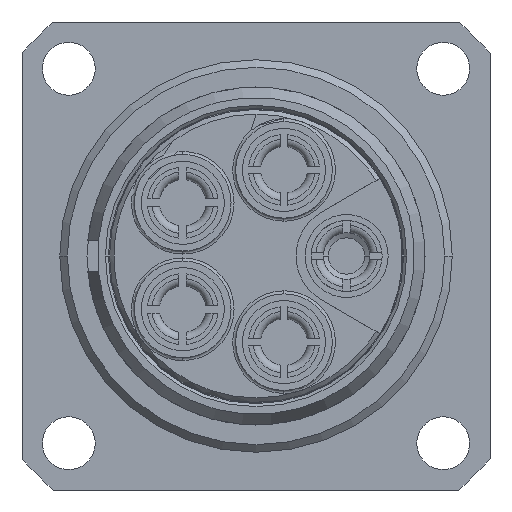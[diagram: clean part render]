
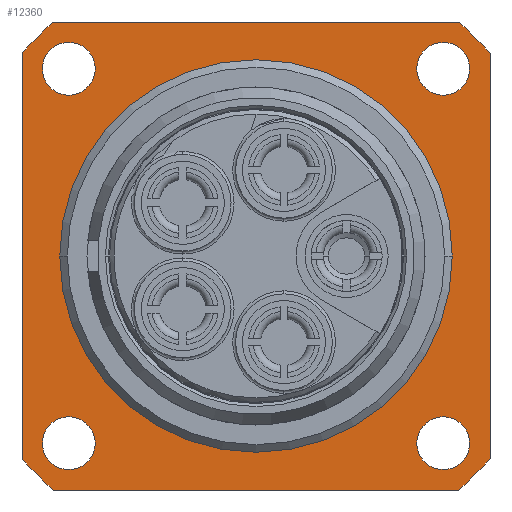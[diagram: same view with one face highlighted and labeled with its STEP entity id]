
A CAD part, left-side view. The second image highlights one B-rep face of the part: STEP entity #12360.
In plain terms, the highlighted planar face has unit normal (-1, 0, 0).
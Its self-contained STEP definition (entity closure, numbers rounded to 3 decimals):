
#2029=DIRECTION('',(0.,1.,0.));
#2030=VECTOR('',#2029,26.833);
#2031=CARTESIAN_POINT('',(-0.5,-13.416,15.5));
#2032=LINE('1255',#2031,#2030);
#2033=CARTESIAN_POINT('',(-0.5,0.,0.));
#2034=DIRECTION('',(1.,0.,0.));
#2035=DIRECTION('',(0.,-0.654,0.756));
#2036=AXIS2_PLACEMENT_3D('',#2033,#2034,#2035);
#2038=DIRECTION('',(0.,0.,1.));
#2039=VECTOR('',#2038,26.833);
#2040=CARTESIAN_POINT('',(-0.5,-15.5,-13.416));
#2041=LINE('1256',#2040,#2039);
#2042=CARTESIAN_POINT('',(-0.5,0.,0.));
#2043=DIRECTION('',(1.,0.,0.));
#2044=DIRECTION('',(0.,-0.756,-0.654));
#2045=AXIS2_PLACEMENT_3D('',#2042,#2043,#2044);
#2047=DIRECTION('',(0.,-1.,0.));
#2048=VECTOR('',#2047,26.833);
#2049=CARTESIAN_POINT('',(-0.5,13.416,-15.5));
#2050=LINE('1257',#2049,#2048);
#2051=CARTESIAN_POINT('',(-0.5,0.,0.));
#2052=DIRECTION('',(1.,0.,0.));
#2053=DIRECTION('',(0.,0.654,-0.756));
#2054=AXIS2_PLACEMENT_3D('',#2051,#2052,#2053);
#2056=DIRECTION('',(0.,0.,-1.));
#2057=VECTOR('',#2056,26.833);
#2058=CARTESIAN_POINT('',(-0.5,15.5,13.416));
#2059=LINE('1258',#2058,#2057);
#2060=CARTESIAN_POINT('',(-0.5,0.,0.));
#2061=DIRECTION('',(1.,0.,0.));
#2062=DIRECTION('',(0.,0.756,0.654));
#2063=AXIS2_PLACEMENT_3D('',#2060,#2061,#2062);
#2065=CARTESIAN_POINT('',(-0.5,12.4,-12.4));
#2066=DIRECTION('',(-1.,0.,0.));
#2067=DIRECTION('',(0.,0.,-1.));
#2068=AXIS2_PLACEMENT_3D('',#2065,#2066,#2067);
#2070=CARTESIAN_POINT('',(-0.5,12.4,-12.4));
#2071=DIRECTION('',(-1.,0.,0.));
#2072=DIRECTION('',(0.,0.,1.));
#2073=AXIS2_PLACEMENT_3D('',#2070,#2071,#2072);
#2075=CARTESIAN_POINT('',(-0.5,12.4,12.4));
#2076=DIRECTION('',(-1.,0.,0.));
#2077=DIRECTION('',(0.,0.,-1.));
#2078=AXIS2_PLACEMENT_3D('',#2075,#2076,#2077);
#2080=CARTESIAN_POINT('',(-0.5,12.4,12.4));
#2081=DIRECTION('',(-1.,0.,0.));
#2082=DIRECTION('',(0.,0.,1.));
#2083=AXIS2_PLACEMENT_3D('',#2080,#2081,#2082);
#2085=CARTESIAN_POINT('',(-0.5,-12.4,-12.4));
#2086=DIRECTION('',(-1.,0.,0.));
#2087=DIRECTION('',(0.,0.,-1.));
#2088=AXIS2_PLACEMENT_3D('',#2085,#2086,#2087);
#2090=CARTESIAN_POINT('',(-0.5,-12.4,-12.4));
#2091=DIRECTION('',(-1.,0.,0.));
#2092=DIRECTION('',(0.,0.,1.));
#2093=AXIS2_PLACEMENT_3D('',#2090,#2091,#2092);
#2095=CARTESIAN_POINT('',(-0.5,-12.4,12.4));
#2096=DIRECTION('',(-1.,0.,0.));
#2097=DIRECTION('',(0.,0.,-1.));
#2098=AXIS2_PLACEMENT_3D('',#2095,#2096,#2097);
#2100=CARTESIAN_POINT('',(-0.5,-12.4,12.4));
#2101=DIRECTION('',(-1.,0.,0.));
#2102=DIRECTION('',(0.,0.,1.));
#2103=AXIS2_PLACEMENT_3D('',#2100,#2101,#2102);
#2161=CARTESIAN_POINT('',(-0.5,0.,0.));
#2162=DIRECTION('',(1.,0.,0.));
#2163=DIRECTION('',(0.,1.,0.));
#2164=AXIS2_PLACEMENT_3D('',#2161,#2162,#2163);
#2174=CARTESIAN_POINT('',(-0.5,0.,0.));
#2175=DIRECTION('',(1.,0.,0.));
#2176=DIRECTION('',(0.,-1.,0.));
#2177=AXIS2_PLACEMENT_3D('',#2174,#2175,#2176);
#8368=CARTESIAN_POINT('',(-0.5,13.,0.));
#8369=VERTEX_POINT('',#8368);
#8370=CARTESIAN_POINT('',(-0.5,-13.,0.));
#8371=VERTEX_POINT('',#8370);
#8388=CARTESIAN_POINT('',(-0.5,12.4,-14.15));
#8389=CARTESIAN_POINT('',(-0.5,12.4,-10.65));
#8390=VERTEX_POINT('',#8388);
#8391=VERTEX_POINT('',#8389);
#8392=CARTESIAN_POINT('',(-0.5,12.4,10.65));
#8393=CARTESIAN_POINT('',(-0.5,12.4,14.15));
#8394=VERTEX_POINT('',#8392);
#8395=VERTEX_POINT('',#8393);
#8396=CARTESIAN_POINT('',(-0.5,-12.4,-14.15));
#8397=CARTESIAN_POINT('',(-0.5,-12.4,-10.65));
#8398=VERTEX_POINT('',#8396);
#8399=VERTEX_POINT('',#8397);
#8400=CARTESIAN_POINT('',(-0.5,-12.4,10.65));
#8401=CARTESIAN_POINT('',(-0.5,-12.4,14.15));
#8402=VERTEX_POINT('',#8400);
#8403=VERTEX_POINT('',#8401);
#8493=CARTESIAN_POINT('',(-0.5,-13.416,15.5));
#8494=CARTESIAN_POINT('',(-0.5,13.416,15.5));
#8495=VERTEX_POINT('',#8493);
#8496=VERTEX_POINT('',#8494);
#8497=CARTESIAN_POINT('',(-0.5,-15.5,-13.416));
#8498=CARTESIAN_POINT('',(-0.5,-15.5,13.416));
#8499=VERTEX_POINT('',#8497);
#8500=VERTEX_POINT('',#8498);
#8501=CARTESIAN_POINT('',(-0.5,13.416,-15.5));
#8502=CARTESIAN_POINT('',(-0.5,-13.416,-15.5));
#8503=VERTEX_POINT('',#8501);
#8504=VERTEX_POINT('',#8502);
#8505=CARTESIAN_POINT('',(-0.5,15.5,13.416));
#8506=CARTESIAN_POINT('',(-0.5,15.5,-13.416));
#8507=VERTEX_POINT('',#8505);
#8508=VERTEX_POINT('',#8506);
#12309=CARTESIAN_POINT('',(-0.5,0.,0.));
#12310=DIRECTION('',(1.,0.,0.));
#12311=DIRECTION('',(0.,0.,-1.));
#12312=AXIS2_PLACEMENT_3D('',#12309,#12310,#12311);
#12313=PLANE('287',#12312);
#12314=ORIENTED_EDGE('1255',*,*,#12274,.F.);
#12315=ORIENTED_EDGE('1316',*,*,#12293,.T.);
#12317=ORIENTED_EDGE('1256',*,*,#12316,.F.);
#12319=ORIENTED_EDGE('1315',*,*,#12318,.T.);
#12321=ORIENTED_EDGE('1257',*,*,#12320,.F.);
#12323=ORIENTED_EDGE('1314',*,*,#12322,.T.);
#12325=ORIENTED_EDGE('1258',*,*,#12324,.F.);
#12327=ORIENTED_EDGE('1303',*,*,#12326,.T.);
#12328=EDGE_LOOP('287',(#12314,#12315,#12317,#12319,#12321,#12323,#12325,
#12327));
#12329=FACE_OUTER_BOUND('287',#12328,.F.);
#12331=ORIENTED_EDGE('1161',*,*,#12330,.T.);
#12333=ORIENTED_EDGE('1162',*,*,#12332,.T.);
#12334=EDGE_LOOP('287',(#12331,#12333));
#12335=FACE_BOUND('287',#12334,.F.);
#12337=ORIENTED_EDGE('1163',*,*,#12336,.T.);
#12339=ORIENTED_EDGE('1164',*,*,#12338,.T.);
#12340=EDGE_LOOP('287',(#12337,#12339));
#12341=FACE_BOUND('287',#12340,.F.);
#12343=ORIENTED_EDGE('1165',*,*,#12342,.T.);
#12345=ORIENTED_EDGE('1166',*,*,#12344,.T.);
#12346=EDGE_LOOP('287',(#12343,#12345));
#12347=FACE_BOUND('287',#12346,.F.);
#12349=ORIENTED_EDGE('1167',*,*,#12348,.T.);
#12351=ORIENTED_EDGE('1168',*,*,#12350,.T.);
#12352=EDGE_LOOP('287',(#12349,#12351));
#12353=FACE_BOUND('287',#12352,.F.);
#12355=ORIENTED_EDGE('1151',*,*,#12354,.F.);
#12357=ORIENTED_EDGE('1152',*,*,#12356,.F.);
#12358=EDGE_LOOP('287',(#12355,#12357));
#12359=FACE_BOUND('287',#12358,.F.);
#2037=CIRCLE('1316',#2036,20.5);
#2046=CIRCLE('1315',#2045,20.5);
#2055=CIRCLE('1314',#2054,20.5);
#2064=CIRCLE('1303',#2063,20.5);
#2069=CIRCLE('1161',#2068,1.75);
#2074=CIRCLE('1162',#2073,1.75);
#2079=CIRCLE('1163',#2078,1.75);
#2084=CIRCLE('1164',#2083,1.75);
#2089=CIRCLE('1165',#2088,1.75);
#2094=CIRCLE('1166',#2093,1.75);
#2099=CIRCLE('1167',#2098,1.75);
#2104=CIRCLE('1168',#2103,1.75);
#2165=CIRCLE('1151',#2164,13.);
#2178=CIRCLE('1152',#2177,13.);
#12274=EDGE_CURVE('1255',#8495,#8496,#2032,.T.);
#12293=EDGE_CURVE('1316',#8495,#8500,#2037,.T.);
#12316=EDGE_CURVE('1256',#8499,#8500,#2041,.T.);
#12318=EDGE_CURVE('1315',#8499,#8504,#2046,.T.);
#12320=EDGE_CURVE('1257',#8503,#8504,#2050,.T.);
#12322=EDGE_CURVE('1314',#8503,#8508,#2055,.T.);
#12324=EDGE_CURVE('1258',#8507,#8508,#2059,.T.);
#12326=EDGE_CURVE('1303',#8507,#8496,#2064,.T.);
#12330=EDGE_CURVE('1161',#8390,#8391,#2069,.T.);
#12332=EDGE_CURVE('1162',#8391,#8390,#2074,.T.);
#12336=EDGE_CURVE('1163',#8394,#8395,#2079,.T.);
#12338=EDGE_CURVE('1164',#8395,#8394,#2084,.T.);
#12342=EDGE_CURVE('1165',#8398,#8399,#2089,.T.);
#12344=EDGE_CURVE('1166',#8399,#8398,#2094,.T.);
#12348=EDGE_CURVE('1167',#8402,#8403,#2099,.T.);
#12350=EDGE_CURVE('1168',#8403,#8402,#2104,.T.);
#12354=EDGE_CURVE('1151',#8369,#8371,#2165,.T.);
#12356=EDGE_CURVE('1152',#8371,#8369,#2178,.T.);
#12360=ADVANCED_FACE('287',(#12329,#12335,#12341,#12347,#12353,#12359),#12313,
.F.);
